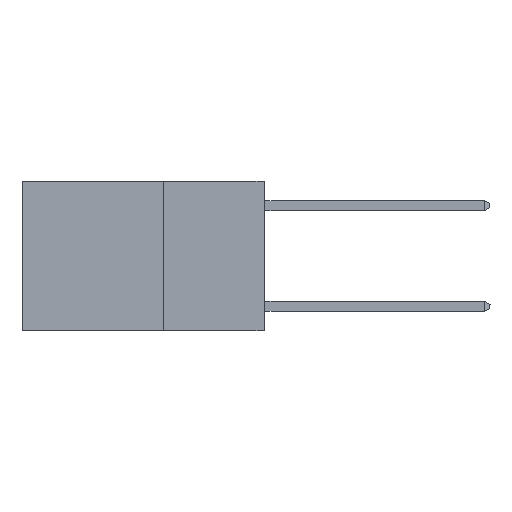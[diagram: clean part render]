
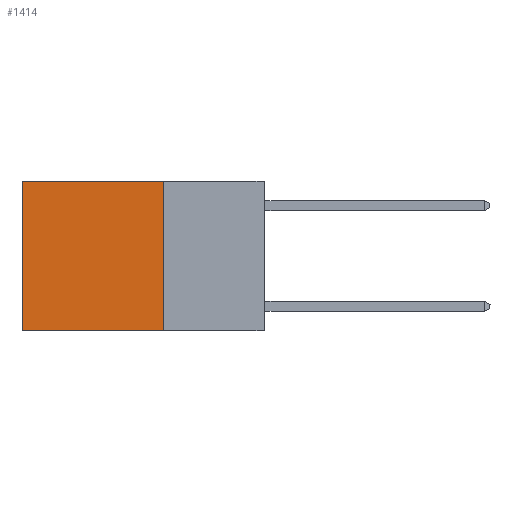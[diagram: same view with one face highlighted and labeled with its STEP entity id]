
A CAD part, left-side view. The second image highlights one B-rep face of the part: STEP entity #1414.
In plain terms, the highlighted planar face has unit normal (-1, 0, 0).
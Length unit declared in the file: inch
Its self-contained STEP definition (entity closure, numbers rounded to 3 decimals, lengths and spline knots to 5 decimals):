
#901 = PLANE ( 'NONE',  #12728 ) ;
#1414 = ADVANCED_FACE ( 'NONE', ( #3189 ), #901, .F. ) ;
#1475 = DIRECTION ( 'NONE',  ( 0., 1., 0. ) ) ;
#2592 = LINE ( 'NONE', #7120, #6866 ) ;
#2699 = CARTESIAN_POINT ( 'NONE',  ( 0.2625, 0.25, 0. ) ) ;
#2822 = DIRECTION ( 'NONE',  ( 0., 0., -1. ) ) ;
#2974 = LINE ( 'NONE', #2699, #11837 ) ;
#3189 = FACE_OUTER_BOUND ( 'NONE', #6684, .T. ) ;
#3227 = DIRECTION ( 'NONE',  ( 0., 0., -1. ) ) ;
#3462 = VECTOR ( 'NONE', #3227, 39.37008 ) ;
#3759 = LINE ( 'NONE', #10448, #9118 ) ;
#4319 = ORIENTED_EDGE ( 'NONE', *, *, #18034, .T. ) ;
#4535 = DIRECTION ( 'NONE',  ( 0., 1., 0. ) ) ;
#4738 = ORIENTED_EDGE ( 'NONE', *, *, #11950, .F. ) ;
#6684 = EDGE_LOOP ( 'NONE', ( #4319, #4738, #21976, #12505 ) ) ;
#6786 = VERTEX_POINT ( 'NONE', #14172 ) ;
#6866 = VECTOR ( 'NONE', #8881, 39.37008 ) ;
#7120 = CARTESIAN_POINT ( 'NONE',  ( 0.2625, 0.6, 0. ) ) ;
#7323 = VERTEX_POINT ( 'NONE', #17006 ) ;
#7905 = VERTEX_POINT ( 'NONE', #18401 ) ;
#8881 = DIRECTION ( 'NONE',  ( 0., 0., -1. ) ) ;
#9118 = VECTOR ( 'NONE', #1475, 39.37008 ) ;
#10448 = CARTESIAN_POINT ( 'NONE',  ( 0.2625, 0.25, -0.37 ) ) ;
#11642 = CARTESIAN_POINT ( 'NONE',  ( 0.2625, 0.25, 0. ) ) ;
#11837 = VECTOR ( 'NONE', #4535, 39.37008 ) ;
#11950 = EDGE_CURVE ( 'NONE', #6786, #16774, #3759, .T. ) ;
#12042 = CARTESIAN_POINT ( 'NONE',  ( 0.2625, 0.25, 0. ) ) ;
#12505 = ORIENTED_EDGE ( 'NONE', *, *, #15340, .T. ) ;
#12728 = AXIS2_PLACEMENT_3D ( 'NONE', #11642, #13374, #2822 ) ;
#12842 = LINE ( 'NONE', #12042, #3462 ) ;
#13374 = DIRECTION ( 'NONE',  ( 1., 0., 0. ) ) ;
#14172 = CARTESIAN_POINT ( 'NONE',  ( 0.2625, 0.25, -0.37 ) ) ;
#15340 = EDGE_CURVE ( 'NONE', #7905, #7323, #2974, .T. ) ;
#16774 = VERTEX_POINT ( 'NONE', #19993 ) ;
#17006 = CARTESIAN_POINT ( 'NONE',  ( 0.2625, 0.6, 0. ) ) ;
#18034 = EDGE_CURVE ( 'NONE', #7323, #16774, #2592, .T. ) ;
#18401 = CARTESIAN_POINT ( 'NONE',  ( 0.2625, 0.25, 0. ) ) ;
#19993 = CARTESIAN_POINT ( 'NONE',  ( 0.2625, 0.6, -0.37 ) ) ;
#21976 = ORIENTED_EDGE ( 'NONE', *, *, #22260, .F. ) ;
#22260 = EDGE_CURVE ( 'NONE', #7905, #6786, #12842, .T. ) ;
